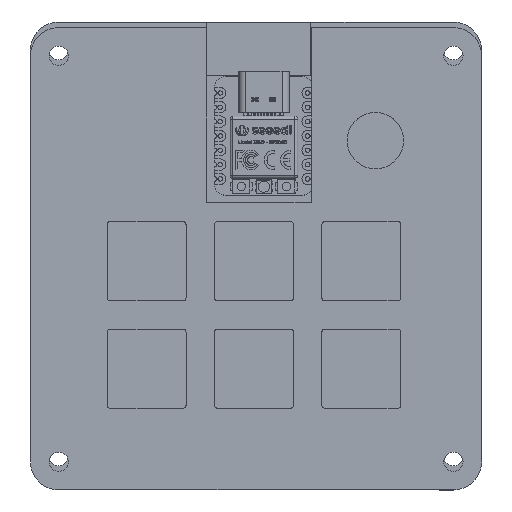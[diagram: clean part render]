
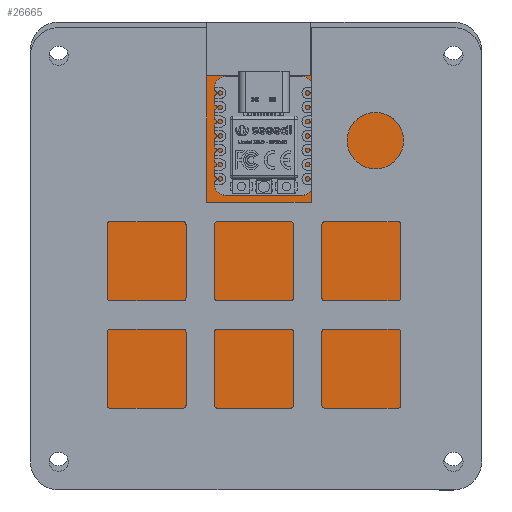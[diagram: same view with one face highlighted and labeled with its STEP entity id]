
A CAD part, top view. The second image highlights one B-rep face of the part: STEP entity #26665.
In plain terms, the highlighted planar face has unit normal (0, 0, 1).
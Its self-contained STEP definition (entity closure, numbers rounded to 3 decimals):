
#2480=FACE_OUTER_BOUND('',#4035,.T.);
#4035=EDGE_LOOP('',(#18806,#18807,#18808,#18809));
#5766=LINE('',#39834,#8576);
#5767=LINE('',#39836,#8577);
#5768=LINE('',#39838,#8578);
#5769=LINE('',#39839,#8579);
#8576=VECTOR('',#30401,10.);
#8577=VECTOR('',#30402,10.);
#8578=VECTOR('',#30403,10.);
#8579=VECTOR('',#30404,10.);
#11487=VERTEX_POINT('',#39832);
#11488=VERTEX_POINT('',#39833);
#11489=VERTEX_POINT('',#39835);
#11490=VERTEX_POINT('',#39837);
#14282=EDGE_CURVE('',#11487,#11488,#5766,.T.);
#14283=EDGE_CURVE('',#11489,#11487,#5767,.T.);
#14284=EDGE_CURVE('',#11490,#11489,#5768,.T.);
#14285=EDGE_CURVE('',#11488,#11490,#5769,.T.);
#18806=ORIENTED_EDGE('',*,*,#14282,.F.);
#18807=ORIENTED_EDGE('',*,*,#14283,.F.);
#18808=ORIENTED_EDGE('',*,*,#14284,.F.);
#18809=ORIENTED_EDGE('',*,*,#14285,.F.);
#25570=PLANE('',#28272);
#26665=ADVANCED_FACE('',(#2480),#25570,.T.);
#28272=AXIS2_PLACEMENT_3D('',#39831,#30399,#30400);
#30399=DIRECTION('center_axis',(0.,0.,1.));
#30400=DIRECTION('ref_axis',(1.,0.,0.));
#30401=DIRECTION('',(-1.,0.,0.));
#30402=DIRECTION('',(0.,-1.,0.));
#30403=DIRECTION('',(1.,0.,0.));
#30404=DIRECTION('',(0.,1.,0.));
#39831=CARTESIAN_POINT('Origin',(30.5,18.5,3.));
#39832=CARTESIAN_POINT('',(61.,-13.,3.));
#39833=CARTESIAN_POINT('',(0.,-13.,3.));
#39834=CARTESIAN_POINT('',(45.75,-13.,3.));
#39835=CARTESIAN_POINT('',(61.,50.,3.));
#39836=CARTESIAN_POINT('',(61.,34.25,3.));
#39837=CARTESIAN_POINT('',(0.,50.,3.));
#39838=CARTESIAN_POINT('',(15.25,50.,3.));
#39839=CARTESIAN_POINT('',(0.,2.75,3.));
